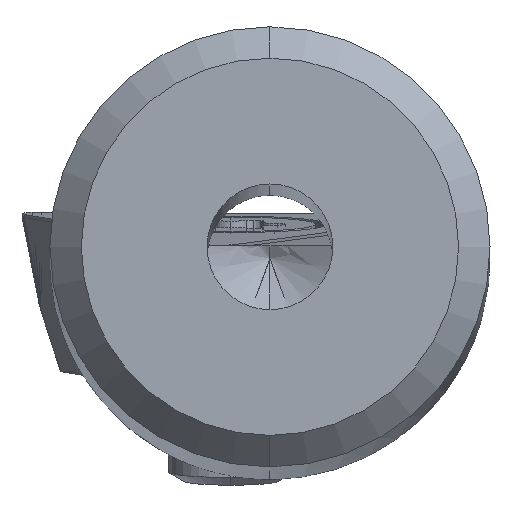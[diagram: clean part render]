
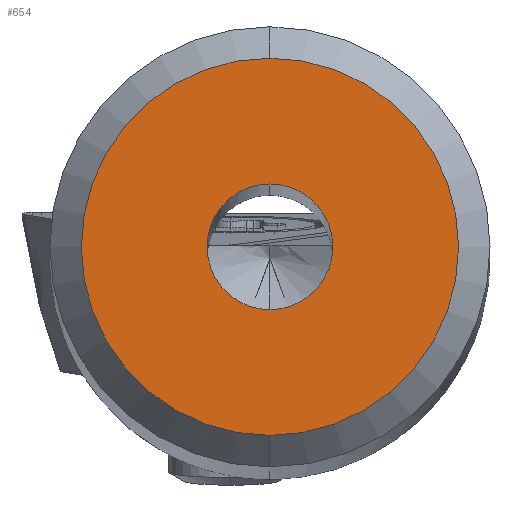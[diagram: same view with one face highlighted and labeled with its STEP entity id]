
A CAD part, top view. The second image highlights one B-rep face of the part: STEP entity #654.
In plain terms, the highlighted planar face has unit normal (0, 0, 1).
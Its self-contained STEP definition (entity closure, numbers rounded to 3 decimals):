
#646=VERTEX_POINT('NONE',#1763);
#654=ADVANCED_FACE('NONE',(#1772,#1773),#1774,.F.);
#680=EDGE_CURVE('NONE',#764,#646,#1803,.T.);
#706=EDGE_CURVE('NONE',#646,#764,#1832,.T.);
#764=VERTEX_POINT('NONE',#1896);
#928=EDGE_CURVE('NONE',#1658,#1484,#2074,.T.);
#1484=VERTEX_POINT('NONE',#2690);
#1658=VERTEX_POINT('NONE',#2885);
#1676=EDGE_CURVE('NONE',#1484,#1658,#2906,.T.);
#1763=CARTESIAN_POINT('',(0.0,3.,97.98));
#1772=FACE_OUTER_BOUND('',#3050,.T.);
#1773=FACE_BOUND('',#3051,.T.);
#1774=PLANE('',#3052);
#1803=CIRCLE('',#3090,3.);
#1832=CIRCLE('',#3142,3.);
#1896=CARTESIAN_POINT('',(0.,-3.,97.98));
#2074=CIRCLE('',#3514,1.0);
#2690=CARTESIAN_POINT('',(0.0,1.0,97.98));
#2885=CARTESIAN_POINT('',(0.,-1.0,97.98));
#2906=CIRCLE('',#4778,1.0);
#3050=EDGE_LOOP('',(#4836,#4837));
#3051=EDGE_LOOP('',(#4838,#4839));
#3052=AXIS2_PLACEMENT_3D('',#4840,#4841,#4842);
#3090=AXIS2_PLACEMENT_3D('',#4874,#4875,#4876);
#3142=AXIS2_PLACEMENT_3D('',#4913,#4914,#4915);
#3514=AXIS2_PLACEMENT_3D('',#5161,#5162,#5163);
#4778=AXIS2_PLACEMENT_3D('',#6211,#6212,#6213);
#4836=ORIENTED_EDGE('',*,*,#706,.T.);
#4837=ORIENTED_EDGE('',*,*,#680,.T.);
#4838=ORIENTED_EDGE('',*,*,#1676,.T.);
#4839=ORIENTED_EDGE('',*,*,#928,.T.);
#4840=CARTESIAN_POINT('',(3.5,0.0,97.98));
#4841=DIRECTION('',(0.0,0.0,-1.0));
#4842=DIRECTION('',(0.0,1.0,0.0));
#4874=CARTESIAN_POINT('',(0.0,0.0,97.98));
#4875=DIRECTION('',(0.0,-0.0,1.0));
#4876=DIRECTION('',(0.0,1.0,0.0));
#4913=CARTESIAN_POINT('',(0.0,0.0,97.98));
#4914=DIRECTION('',(0.0,-0.0,1.0));
#4915=DIRECTION('',(0.0,1.0,0.0));
#5161=CARTESIAN_POINT('',(0.0,0.0,97.98));
#5162=DIRECTION('',(0.0,0.0,-1.0));
#5163=DIRECTION('',(0.0,1.0,0.0));
#6211=CARTESIAN_POINT('',(0.0,0.0,97.98));
#6212=DIRECTION('',(0.0,0.0,-1.0));
#6213=DIRECTION('',(0.0,1.0,0.0));
